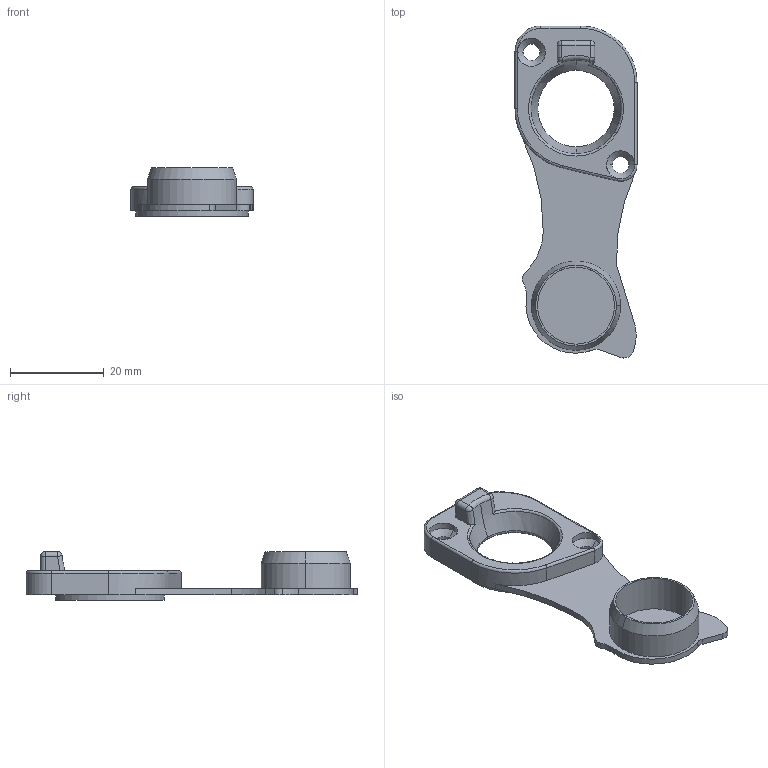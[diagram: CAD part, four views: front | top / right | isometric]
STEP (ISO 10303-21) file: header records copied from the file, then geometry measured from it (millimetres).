
FILE_DESCRIPTION((''),'2;1');
FILE_NAME('D-SE8FD_TOP_FLANGE','2018-07-20T',('odo'),(''),'CREO PARAMETRIC BY PTC INC, 2017020','CREO PARAMETRIC BY PTC INC, 2017020','');
FILE_SCHEMA(('CONFIG_CONTROL_DESIGN'));
Length unit declared in the file: millimetre
Products named in the file (1): D-SE8FD_TOP_FLANGE
Bounding box: 26 x 70.74 x 10.4 mm (x, y, z)
Volume: 3995 mm3; surface area: 4491.9 mm2
Topology: 1 solids, 1 shells, 78 faces, 188 edges, 113 vertices
Faces by surface type: cylinder 38, plane 18, torus 8, cone 6, bspline 4, sphere 4
Entity records: 2422 total; most frequent: CARTESIAN_POINT 507, DIRECTION 429, ORIENTED_EDGE 376, EDGE_CURVE 188, AXIS2_PLACEMENT_3D 176, VERTEX_POINT 113, CIRCLE 102, EDGE_LOOP 85
